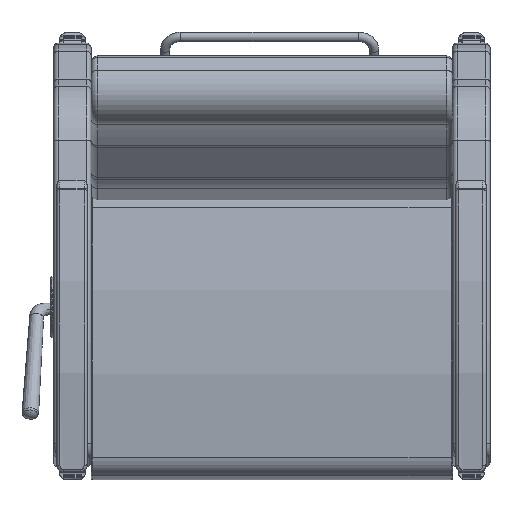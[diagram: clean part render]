
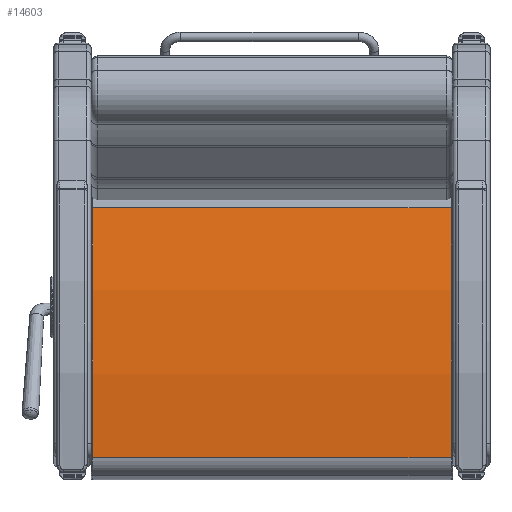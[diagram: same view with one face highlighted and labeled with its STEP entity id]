
A CAD part, front view. The second image highlights one B-rep face of the part: STEP entity #14603.
In plain terms, the highlighted free-form (B-spline) face has degree [3, 1] with [18, 2] control points.
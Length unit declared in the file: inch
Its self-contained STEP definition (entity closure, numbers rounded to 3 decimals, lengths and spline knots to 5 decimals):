
#651=ELLIPSE('',#16781,60.30357,60.25);
#653=ELLIPSE('',#16803,60.30357,60.25);
#689=B_SPLINE_SURFACE_WITH_KNOTS('',3,1,((#29242,#29243),(#29244,#29245),
(#29246,#29247),(#29248,#29249),(#29250,#29251),(#29252,#29253),(#29254,
#29255),(#29256,#29257),(#29258,#29259),(#29260,#29261),(#29262,#29263),
(#29264,#29265),(#29266,#29267),(#29268,#29269),(#29270,#29271),(#29272,
#29273),(#29274,#29275),(#29276,#29277)),.UNSPECIFIED.,.F.,.F.,.F.,(4,1,
1,1,1,1,1,1,1,1,1,1,1,1,1,4),(2,2),(-1.69612,-1.66826,
-1.6404,-1.62647,-1.59861,-1.58468,
-1.55682,-1.54289,-1.51503,-1.5011,-1.47324,
-1.45931,-1.43145,-1.41752,-1.38966,
-1.3618),(0.,110.49),.UNSPECIFIED.);
#2175=FACE_OUTER_BOUND('',#3203,.T.);
#3203=EDGE_LOOP('',(#13181,#13182,#13183,#13184));
#4101=LINE('',#29240,#4996);
#4102=LINE('',#29279,#4997);
#4996=VECTOR('',#21466,0.3937);
#4997=VECTOR('',#21469,0.3937);
#7165=VERTEX_POINT('',#28871);
#7166=VERTEX_POINT('',#28872);
#7185=VERTEX_POINT('',#29239);
#7186=VERTEX_POINT('',#29278);
#9162=EDGE_CURVE('',#7165,#7166,#651,.T.);
#9191=EDGE_CURVE('',#7185,#7166,#4101,.T.);
#9193=EDGE_CURVE('',#7186,#7165,#4102,.T.);
#9194=EDGE_CURVE('',#7185,#7186,#653,.T.);
#13181=ORIENTED_EDGE('',*,*,#9162,.F.);
#13182=ORIENTED_EDGE('',*,*,#9193,.F.);
#13183=ORIENTED_EDGE('',*,*,#9194,.F.);
#13184=ORIENTED_EDGE('',*,*,#9191,.T.);
#14603=ADVANCED_FACE('',(#2175),#689,.T.);
#16781=AXIS2_PLACEMENT_3D('',#28873,#21415,#21416);
#16803=AXIS2_PLACEMENT_3D('',#29280,#21470,#21471);
#21415=DIRECTION('center_axis',(0.,0.,
-1.));
#21416=DIRECTION('ref_axis',(1.,0.,0.));
#21466=DIRECTION('',(0.,0.,-1.));
#21469=DIRECTION('',(0.,0.,-1.));
#21470=DIRECTION('center_axis',(0.,0.,1.));
#21471=DIRECTION('ref_axis',(1.,0.,0.));
#28871=CARTESIAN_POINT('',(3.60935,-1.68389,0.124));
#28872=CARTESIAN_POINT('',(23.65848,-2.52291,0.124));
#28873=CARTESIAN_POINT('Origin',(11.14546,-61.46156,0.124));
#29239=CARTESIAN_POINT('',(23.65848,-2.52291,28.876));
#29240=CARTESIAN_POINT('',(23.65848,-2.52291,29.));
#29242=CARTESIAN_POINT('Ctrl Pts',(3.60935,-1.68389,29.));
#29243=CARTESIAN_POINT('Ctrl Pts',(3.60935,-1.68389,-14.5));
#29244=CARTESIAN_POINT('Ctrl Pts',(4.16497,-1.61396,29.));
#29245=CARTESIAN_POINT('Ctrl Pts',(4.16497,-1.61396,-14.5));
#29246=CARTESIAN_POINT('Ctrl Pts',(5.27817,-1.48959,29.));
#29247=CARTESIAN_POINT('Ctrl Pts',(5.27817,-1.48959,-14.5));
#29248=CARTESIAN_POINT('Ctrl Pts',(6.67346,-1.3729,29.));
#29249=CARTESIAN_POINT('Ctrl Pts',(6.67346,-1.3729,-14.5));
#29250=CARTESIAN_POINT('Ctrl Pts',(8.07078,-1.28537,29.));
#29251=CARTESIAN_POINT('Ctrl Pts',(8.07078,-1.28537,-14.5));
#29252=CARTESIAN_POINT('Ctrl Pts',(9.18994,-1.2387,29.));
#29253=CARTESIAN_POINT('Ctrl Pts',(9.18994,-1.2387,-14.5));
#29254=CARTESIAN_POINT('Ctrl Pts',(10.5897,-1.20957,29.));
#29255=CARTESIAN_POINT('Ctrl Pts',(10.5897,-1.20957,-14.5));
#29256=CARTESIAN_POINT('Ctrl Pts',(11.70984,-1.20965,29.));
#29257=CARTESIAN_POINT('Ctrl Pts',(11.70984,-1.20965,-14.5));
#29258=CARTESIAN_POINT('Ctrl Pts',(13.1096,-1.23898,29.));
#29259=CARTESIAN_POINT('Ctrl Pts',(13.1096,-1.23898,-14.5));
#29260=CARTESIAN_POINT('Ctrl Pts',(14.22875,-1.28581,29.));
#29261=CARTESIAN_POINT('Ctrl Pts',(14.22875,-1.28581,-14.5));
#29262=CARTESIAN_POINT('Ctrl Pts',(15.62606,-1.37354,29.));
#29263=CARTESIAN_POINT('Ctrl Pts',(15.62606,-1.37354,-14.5));
#29264=CARTESIAN_POINT('Ctrl Pts',(16.74228,-1.46705,29.));
#29265=CARTESIAN_POINT('Ctrl Pts',(16.74228,-1.46705,-14.5));
#29266=CARTESIAN_POINT('Ctrl Pts',(18.1347,-1.61302,29.));
#29267=CARTESIAN_POINT('Ctrl Pts',(18.1347,-1.61302,-14.5));
#29268=CARTESIAN_POINT('Ctrl Pts',(19.24603,-1.75304,29.));
#29269=CARTESIAN_POINT('Ctrl Pts',(19.24603,-1.75304,-14.5));
#29270=CARTESIAN_POINT('Ctrl Pts',(20.63114,-1.95701,29.));
#29271=CARTESIAN_POINT('Ctrl Pts',(20.63114,-1.95701,-14.5));
#29272=CARTESIAN_POINT('Ctrl Pts',(22.01177,-2.18986,29.));
#29273=CARTESIAN_POINT('Ctrl Pts',(22.01177,-2.18986,-14.5));
#29274=CARTESIAN_POINT('Ctrl Pts',(23.11066,-2.40681,29.));
#29275=CARTESIAN_POINT('Ctrl Pts',(23.11066,-2.40681,-14.5));
#29276=CARTESIAN_POINT('Ctrl Pts',(23.65848,-2.52291,29.));
#29277=CARTESIAN_POINT('Ctrl Pts',(23.65848,-2.52291,-14.5));
#29278=CARTESIAN_POINT('',(3.60935,-1.68389,28.876));
#29279=CARTESIAN_POINT('',(3.60935,-1.68389,29.));
#29280=CARTESIAN_POINT('Origin',(11.14546,-61.46156,28.876));
